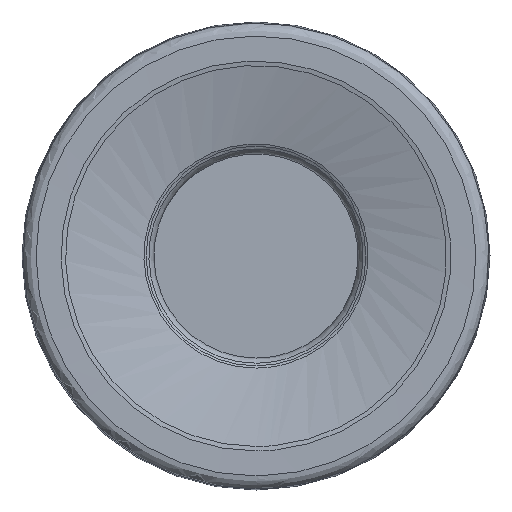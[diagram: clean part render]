
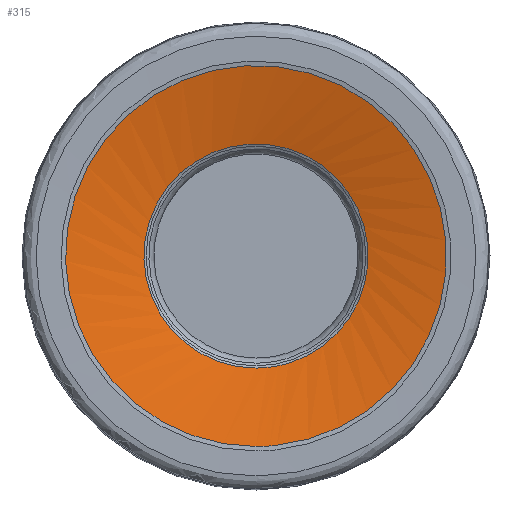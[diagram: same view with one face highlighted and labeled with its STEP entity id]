
A CAD part, left-side view. The second image highlights one B-rep face of the part: STEP entity #315.
In plain terms, the highlighted face is a revolution surface.
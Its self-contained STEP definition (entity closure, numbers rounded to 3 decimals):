
#42=SURFACE_OF_REVOLUTION('',#64,#56);
#56=AXIS1_PLACEMENT('',#819,#713);
#64=LINE('',#818,#72);
#72=VECTOR('',#712,2.565);
#282=FACE_BOUND('',#378,.T.);
#283=FACE_BOUND('',#379,.T.);
#315=ADVANCED_FACE('',(#282,#283),#42,.T.);
#378=EDGE_LOOP('',(#438));
#379=EDGE_LOOP('',(#439));
#438=ORIENTED_EDGE('',*,*,#501,.F.);
#439=ORIENTED_EDGE('',*,*,#500,.T.);
#470=VERTEX_POINT('',#813);
#471=VERTEX_POINT('',#817);
#500=EDGE_CURVE('',#470,#470,#530,.T.);
#501=EDGE_CURVE('',#471,#471,#531,.T.);
#530=CIRCLE('',#583,3.368);
#531=CIRCLE('',#585,5.723);
#583=AXIS2_PLACEMENT_3D('',#812,#705,#706);
#585=AXIS2_PLACEMENT_3D('',#816,#710,#711);
#705=DIRECTION('',(1.,0.,0.));
#706=DIRECTION('',(0.,0.,-1.));
#710=DIRECTION('',(1.,0.,0.));
#711=DIRECTION('',(0.,0.,-1.));
#712=DIRECTION('',(-0.237,-0.952,-0.196));
#713=DIRECTION('',(1.,0.,0.));
#812=CARTESIAN_POINT('',(0.658,0.,0.));
#813=CARTESIAN_POINT('',(0.658,0.,-3.368));
#816=CARTESIAN_POINT('',(0.05,0.,0.));
#817=CARTESIAN_POINT('',(0.05,0.,-5.723));
#818=CARTESIAN_POINT('',(0.658,-3.275,0.785));
#819=CARTESIAN_POINT('',(0.,0.,0.));
